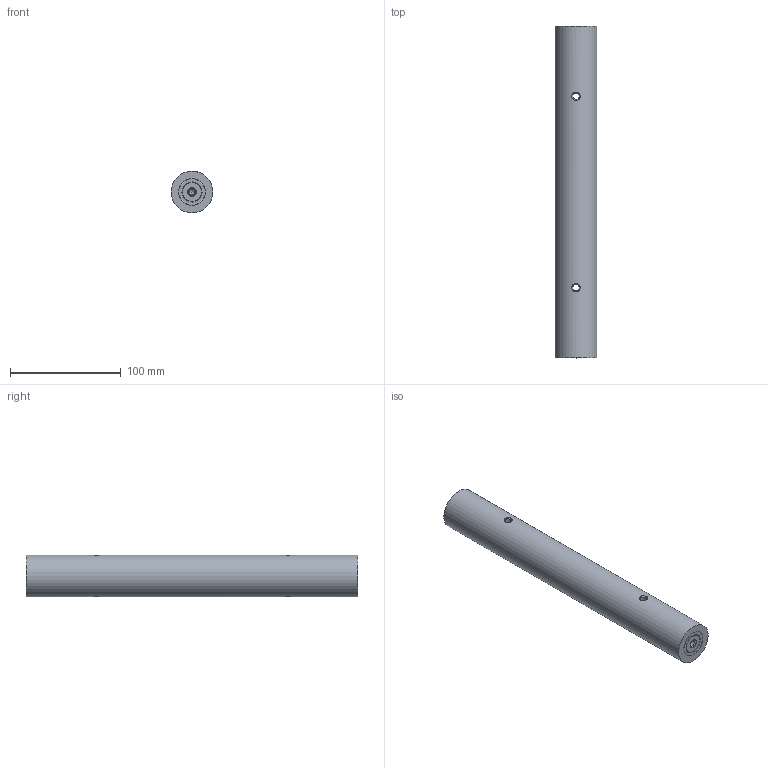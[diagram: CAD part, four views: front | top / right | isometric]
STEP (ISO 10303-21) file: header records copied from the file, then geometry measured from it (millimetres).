
FILE_DESCRIPTION(/* description */ ('STEP AP214'),/* implementation_level */ '2;1');
FILE_NAME(/* name */ 'cradle_p300m_ext.stp',/* time_stamp */ '2022-12-10T13:38:20+01:00',/* author */ ('Rik Ubaghs'),/* organization */ (''),/* preprocessor_version */ 'ST-DEVELOPER v18.1',/* originating_system */ 'Autodesk Inventor 2021',/* authorisation */ '');
FILE_SCHEMA (('AUTOMOTIVE_DESIGN { 1 0 10303 214 3 1 1 }'));
Length unit declared in the file: inch
Products named in the file (1): cradle_p300m_ext
Bounding box: 37.74 x 300 x 37.74 mm (x, y, z)
Volume: 332553.6 mm3; surface area: 39565 mm2
Topology: 1 solids, 1 shells, 30 faces, 86 edges, 61 vertices
Faces by surface type: bspline 8, cone 8, cylinder 7, plane 7
Full cylindrical faces by diameter (mm): 5 x2, 5.969 x2, 6 x2, 37.744 x1
Entity records: 2420 total; most frequent: CARTESIAN_POINT 1564, ORIENTED_EDGE 168, DIRECTION 143, EDGE_CURVE 84, VERTEX_POINT 61, AXIS2_PLACEMENT_3D 60, EDGE_LOOP 39, CIRCLE 37
